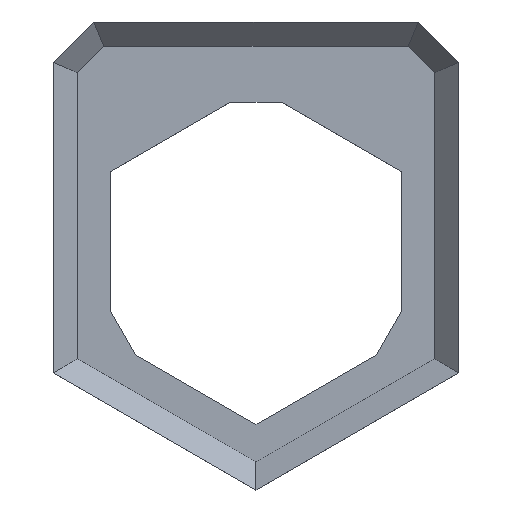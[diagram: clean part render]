
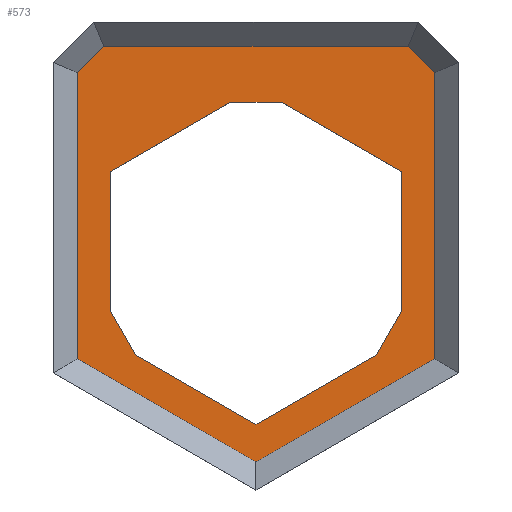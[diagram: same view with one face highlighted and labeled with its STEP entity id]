
A CAD part, top view. The second image highlights one B-rep face of the part: STEP entity #573.
In plain terms, the highlighted planar face has unit normal (0, 0, 1).
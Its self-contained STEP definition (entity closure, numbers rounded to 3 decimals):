
#152=ORIENTED_EDGE('',*,*,#242,.F.);
#153=ORIENTED_EDGE('',*,*,#243,.F.);
#154=ORIENTED_EDGE('',*,*,#239,.F.);
#155=ORIENTED_EDGE('',*,*,#238,.F.);
#156=ORIENTED_EDGE('',*,*,#236,.F.);
#157=ORIENTED_EDGE('',*,*,#233,.F.);
#158=ORIENTED_EDGE('',*,*,#231,.F.);
#159=ORIENTED_EDGE('',*,*,#168,.F.);
#160=ORIENTED_EDGE('',*,*,#214,.T.);
#161=ORIENTED_EDGE('',*,*,#190,.T.);
#162=ORIENTED_EDGE('',*,*,#187,.T.);
#163=ORIENTED_EDGE('',*,*,#184,.T.);
#164=ORIENTED_EDGE('',*,*,#181,.F.);
#165=ORIENTED_EDGE('',*,*,#178,.F.);
#166=ORIENTED_EDGE('',*,*,#175,.F.);
#167=ORIENTED_EDGE('',*,*,#172,.F.);
#168=EDGE_CURVE('',#244,#245,#290,.T.);
#172=EDGE_CURVE('',#245,#248,#294,.T.);
#175=EDGE_CURVE('',#248,#250,#297,.T.);
#178=EDGE_CURVE('',#250,#252,#300,.T.);
#181=EDGE_CURVE('',#252,#254,#303,.T.);
#184=EDGE_CURVE('',#256,#254,#306,.T.);
#187=EDGE_CURVE('',#258,#256,#309,.T.);
#190=EDGE_CURVE('',#260,#258,#312,.T.);
#214=EDGE_CURVE('',#244,#260,#336,.T.);
#231=EDGE_CURVE('',#283,#284,#353,.T.);
#233=EDGE_CURVE('',#284,#285,#355,.T.);
#236=EDGE_CURVE('',#285,#286,#358,.T.);
#238=EDGE_CURVE('',#286,#287,#360,.T.);
#239=EDGE_CURVE('',#287,#288,#361,.T.);
#242=EDGE_CURVE('',#289,#283,#364,.T.);
#243=EDGE_CURVE('',#288,#289,#365,.T.);
#244=VERTEX_POINT('',#769);
#245=VERTEX_POINT('',#770);
#248=VERTEX_POINT('',#778);
#250=VERTEX_POINT('',#784);
#252=VERTEX_POINT('',#790);
#254=VERTEX_POINT('',#796);
#256=VERTEX_POINT('',#802);
#258=VERTEX_POINT('',#808);
#260=VERTEX_POINT('',#814);
#283=VERTEX_POINT('',#894);
#284=VERTEX_POINT('',#896);
#285=VERTEX_POINT('',#900);
#286=VERTEX_POINT('',#904);
#287=VERTEX_POINT('',#908);
#288=VERTEX_POINT('',#912);
#289=VERTEX_POINT('',#916);
#290=LINE('',#768,#366);
#294=LINE('',#777,#370);
#297=LINE('',#783,#373);
#300=LINE('',#789,#376);
#303=LINE('',#795,#379);
#306=LINE('',#801,#382);
#309=LINE('',#807,#385);
#312=LINE('',#813,#388);
#336=LINE('',#861,#412);
#353=LINE('',#895,#429);
#355=LINE('',#899,#431);
#358=LINE('',#905,#434);
#360=LINE('',#909,#436);
#361=LINE('',#911,#437);
#364=LINE('',#917,#440);
#365=LINE('',#919,#441);
#366=VECTOR('',#626,1000.);
#370=VECTOR('',#632,1000.);
#373=VECTOR('',#637,1000.);
#376=VECTOR('',#642,1000.);
#379=VECTOR('',#647,1000.);
#382=VECTOR('',#652,1000.);
#385=VECTOR('',#657,1000.);
#388=VECTOR('',#662,1000.);
#412=VECTOR('',#702,1000.);
#429=VECTOR('',#737,1000.);
#431=VECTOR('',#741,1000.);
#434=VECTOR('',#746,1000.);
#436=VECTOR('',#750,1000.);
#437=VECTOR('',#753,1000.);
#440=VECTOR('',#758,1000.);
#441=VECTOR('',#761,1000.);
#474=EDGE_LOOP('',(#152,#153,#154,#155,#156,#157,#158));
#475=EDGE_LOOP('',(#159,#160,#161,#162,#163,#164,#165,#166,#167));
#508=FACE_BOUND('',#474,.T.);
#509=FACE_BOUND('',#475,.T.);
#541=PLANE('',#620);
#573=ADVANCED_FACE('',(#508,#509),#541,.T.);
#620=AXIS2_PLACEMENT_3D('',#920,#762,#763);
#626=DIRECTION('',(0.866,0.5,0.));
#632=DIRECTION('',(0.5,0.866,0.));
#637=DIRECTION('',(0.,1.,0.));
#642=DIRECTION('',(-0.866,0.5,0.));
#647=DIRECTION('',(-1.,0.,0.));
#652=DIRECTION('',(0.866,0.5,0.));
#657=DIRECTION('',(0.,1.,0.));
#662=DIRECTION('',(-0.5,0.866,0.));
#702=DIRECTION('',(-0.866,0.5,0.));
#737=DIRECTION('',(0.707,-0.707,0.));
#741=DIRECTION('',(0.,-1.,0.));
#746=DIRECTION('',(-0.866,-0.5,0.));
#750=DIRECTION('',(-0.866,0.5,0.));
#753=DIRECTION('',(0.,1.,0.));
#758=DIRECTION('',(1.,0.,0.));
#761=DIRECTION('',(0.707,0.707,0.));
#762=DIRECTION('',(0.,0.,1.));
#763=DIRECTION('',(-1.,0.,0.));
#768=CARTESIAN_POINT('',(3.382,-3.636,0.8));
#769=CARTESIAN_POINT('',(0.,-5.588,0.8));
#770=CARTESIAN_POINT('',(2.973,-3.872,0.8));
#777=CARTESIAN_POINT('',(4.868,-0.59,0.8));
#778=CARTESIAN_POINT('',(3.6,-2.786,0.8));
#783=CARTESIAN_POINT('',(3.6,2.221,0.8));
#784=CARTESIAN_POINT('',(3.6,0.647,0.8));
#789=CARTESIAN_POINT('',(0.218,2.599,0.8));
#790=CARTESIAN_POINT('',(0.627,2.364,0.8));
#795=CARTESIAN_POINT('',(0.,2.364,0.8));
#796=CARTESIAN_POINT('',(-0.627,2.364,0.8));
#801=CARTESIAN_POINT('',(-0.218,2.599,0.8));
#802=CARTESIAN_POINT('',(-3.6,0.647,0.8));
#807=CARTESIAN_POINT('',(-3.6,2.221,0.8));
#808=CARTESIAN_POINT('',(-3.6,-2.786,0.8));
#813=CARTESIAN_POINT('',(-4.868,-0.59,0.8));
#814=CARTESIAN_POINT('',(-2.973,-3.872,0.8));
#861=CARTESIAN_POINT('',(-3.382,-3.636,0.8));
#894=CARTESIAN_POINT('',(3.752,3.737,0.8));
#895=CARTESIAN_POINT('',(3.976,3.513,0.8));
#896=CARTESIAN_POINT('',(4.4,3.089,0.8));
#899=CARTESIAN_POINT('',(4.4,-4.318,0.8));
#900=CARTESIAN_POINT('',(4.4,-3.972,0.8));
#904=CARTESIAN_POINT('',(0.,-6.512,0.8));
#905=CARTESIAN_POINT('',(-0.3,-6.685,0.8));
#908=CARTESIAN_POINT('',(-4.4,-3.972,0.8));
#909=CARTESIAN_POINT('',(-4.7,-3.798,0.8));
#911=CARTESIAN_POINT('',(-4.4,1.455,0.8));
#912=CARTESIAN_POINT('',(-4.4,3.089,0.8));
#916=CARTESIAN_POINT('',(-3.751,3.737,0.8));
#917=CARTESIAN_POINT('',(4.,3.737,0.8));
#919=CARTESIAN_POINT('',(-3.576,3.913,0.8));
#920=CARTESIAN_POINT('',(0.,2.221,0.8));
